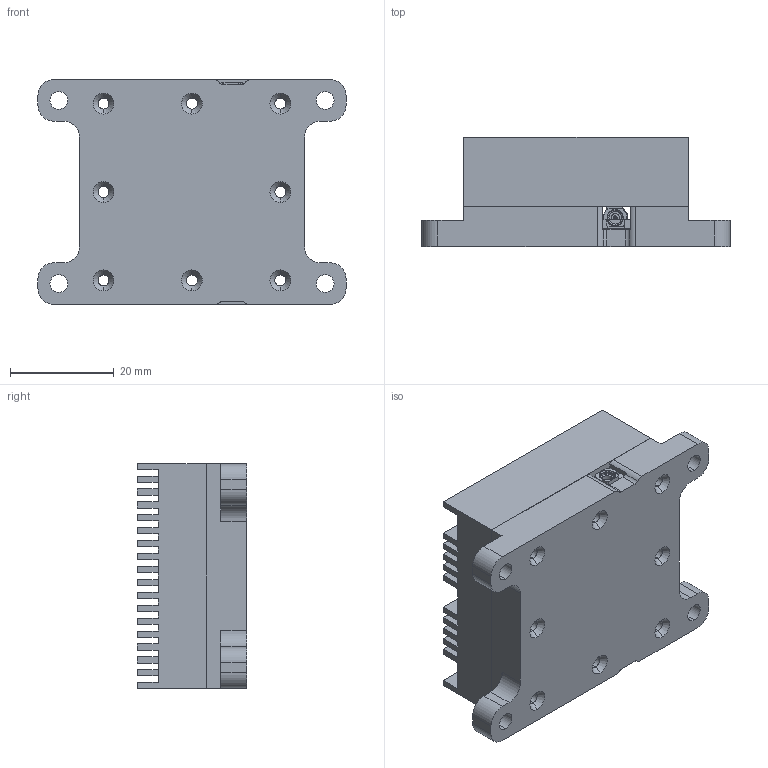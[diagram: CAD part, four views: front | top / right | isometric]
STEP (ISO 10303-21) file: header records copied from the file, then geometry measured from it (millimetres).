
FILE_DESCRIPTION (( 'STEP AP214' ), '1' );
FILE_NAME ('Ñáîðêà.STEP', '2019-04-14T15:28:16', ( '' ), ( '' ), 'SwSTEP 2.0', 'SolidWorks 2016', '' );
FILE_SCHEMA (( 'AUTOMOTIVE_DESIGN' ));
Length unit declared in the file: millimetre
Products named in the file (4): ﾊ猯ﾊ2SLDPRT; Ïëàòà óñèëèòåëÿ ìîùíîñòèÌÊ2; 栖闉罻; ﾐ琅鞨2_1
Assembly tree (3 placements, depth 2):
  栖闉罻
    ﾊ猯ﾊ2SLDPRT
    Ïëàòà óñèëèòåëÿ ìîùíîñòèÌÊ2
    ﾐ琅鞨2_1
Bounding box: 59.25 x 21 x 43.25 mm (x, y, z)
Volume: 15442.8 mm3; surface area: 25823.2 mm2
Topology: 2 solids, 162 shells, 1159 faces, 3259 edges, 2327 vertices
Faces by surface type: plane 859, cylinder 242, cone 56, torus 2
Entity records: 39274 total; most frequent: CARTESIAN_POINT 8601, DIRECTION 6092, ORIENTED_EDGE 5884, EDGE_CURVE 3253, LINE 2526, VECTOR 2526, VERTEX_POINT 2327, AXIS2_PLACEMENT_3D 1783
